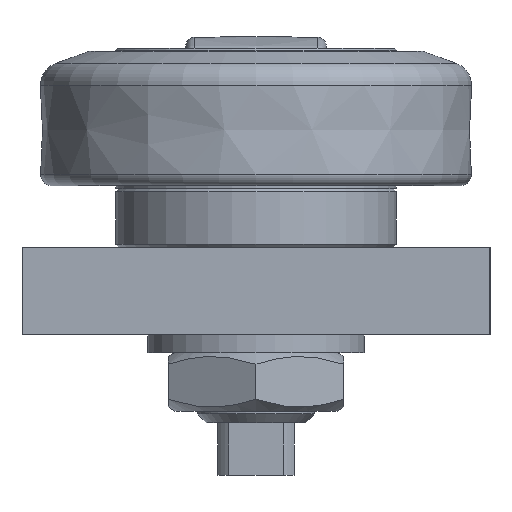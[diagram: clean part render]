
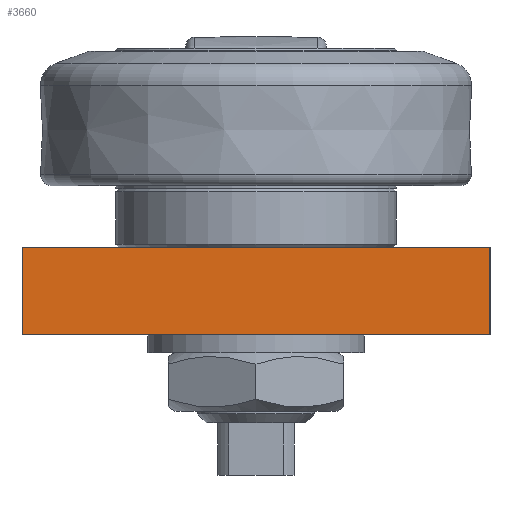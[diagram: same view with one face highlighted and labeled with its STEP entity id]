
A CAD part, left-side view. The second image highlights one B-rep face of the part: STEP entity #3660.
In plain terms, the highlighted planar face has unit normal (-1, 0, 0).
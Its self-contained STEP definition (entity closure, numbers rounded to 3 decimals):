
#210=PLANE('',#4061);
#435=FACE_OUTER_BOUND('',#680,.T.);
#680=EDGE_LOOP('',(#3247,#3248,#3249,#3250));
#937=LINE('',#6237,#1235);
#980=LINE('',#6369,#1278);
#981=LINE('',#6372,#1279);
#982=LINE('',#6373,#1280);
#1235=VECTOR('',#4947,10.);
#1278=VECTOR('',#5070,10.);
#1279=VECTOR('',#5073,10.);
#1280=VECTOR('',#5074,10.);
#1794=VERTEX_POINT('',#6230);
#1797=VERTEX_POINT('',#6235);
#1846=VERTEX_POINT('',#6367);
#1847=VERTEX_POINT('',#6371);
#2271=EDGE_CURVE('',#1797,#1794,#937,.T.);
#2338=EDGE_CURVE('',#1797,#1846,#980,.T.);
#2339=EDGE_CURVE('',#1846,#1847,#981,.T.);
#2340=EDGE_CURVE('',#1794,#1847,#982,.T.);
#3247=ORIENTED_EDGE('',*,*,#2339,.T.);
#3248=ORIENTED_EDGE('',*,*,#2340,.F.);
#3249=ORIENTED_EDGE('',*,*,#2271,.F.);
#3250=ORIENTED_EDGE('',*,*,#2338,.T.);
#3660=ADVANCED_FACE('',(#435),#210,.T.);
#4061=AXIS2_PLACEMENT_3D('',#6370,#5071,#5072);
#4947=DIRECTION('',(0.,-1.,0.));
#5070=DIRECTION('',(0.,0.,-1.));
#5071=DIRECTION('center_axis',(-1.,0.,0.));
#5072=DIRECTION('ref_axis',(0.,0.,1.));
#5073=DIRECTION('',(0.,-1.,0.));
#5074=DIRECTION('',(0.,0.,-1.));
#6230=CARTESIAN_POINT('',(-117.006,-33.89,-7.9));
#6235=CARTESIAN_POINT('',(-117.006,46.11,-7.9));
#6237=CARTESIAN_POINT('',(-117.006,46.11,-7.9));
#6367=CARTESIAN_POINT('',(-117.006,46.11,-22.9));
#6369=CARTESIAN_POINT('',(-117.006,46.11,-7.9));
#6370=CARTESIAN_POINT('Origin',(-117.006,46.11,-7.9));
#6371=CARTESIAN_POINT('',(-117.006,-33.89,-22.9));
#6372=CARTESIAN_POINT('',(-117.006,46.11,-22.9));
#6373=CARTESIAN_POINT('',(-117.006,-33.89,-7.9));
